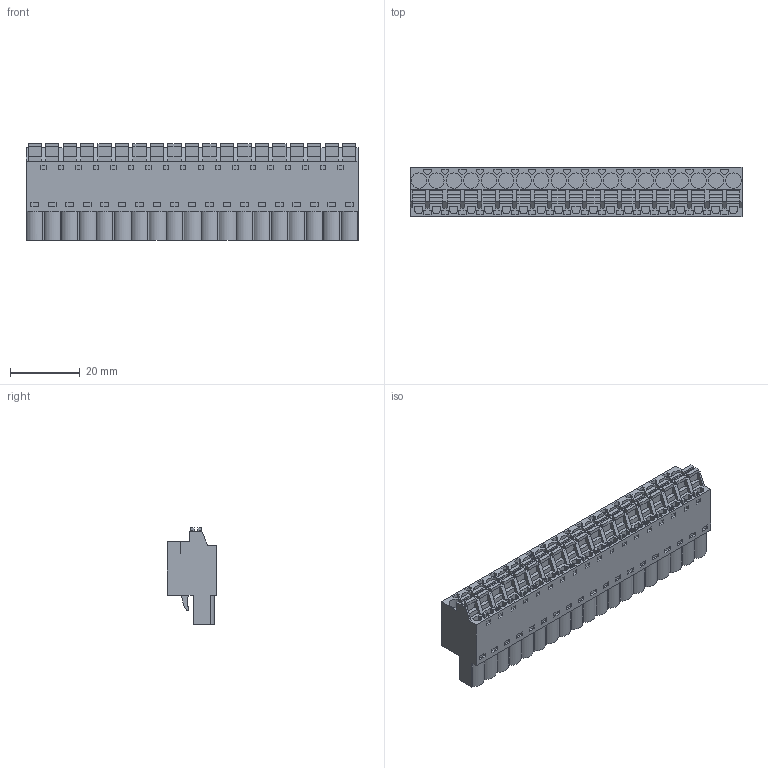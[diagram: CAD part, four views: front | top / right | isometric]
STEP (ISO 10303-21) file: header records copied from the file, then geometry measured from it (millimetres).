
FILE_DESCRIPTION(('CATIA V5 STEP Exchange','CAx-IF Rec.Pracs.--- Model Styling and Organization---1.2---2011-12-15'),'2;1');
FILE_NAME ('D1449813_0_1211760000_1211760000.stp','2017-04-27T12:33:08+00:00',('none'),('Weidmueller'),'CATIA Version 5-6 Release 2014','CATIA V5 STEP AP214','none');
FILE_SCHEMA(('AUTOMOTIVE_DESIGN { 1 0 10303 214 1 1 1 1 }'));
Length unit declared in the file: millimetre
Products named in the file (1): 1211760000
Bounding box: 95 x 14.2 x 27.73 mm (x, y, z)
Volume: 23797.9 mm3; surface area: 12482.2 mm2
Topology: 20 solids, 20 shells, 1573 faces, 4598 edges, 3216 vertices
Faces by surface type: plane 1432, cylinder 137, extrusion 4
Entity records: 50432 total; most frequent: ORIENTED_EDGE 9196, CARTESIAN_POINT 8954, DIRECTION 6548, EDGE_CURVE 4598, VECTOR 4283, LINE 4279, VERTEX_POINT 3216, EDGE_LOOP 1760
